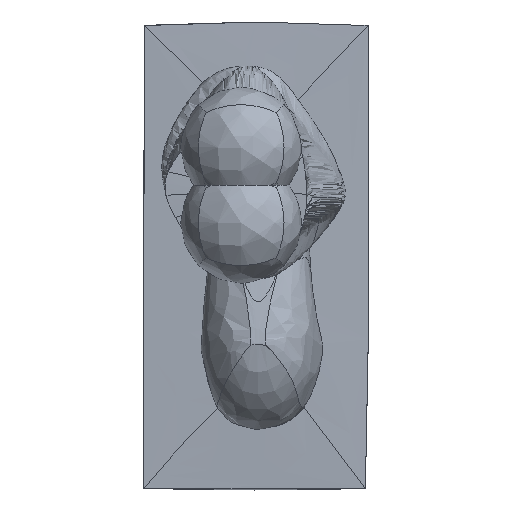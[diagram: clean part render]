
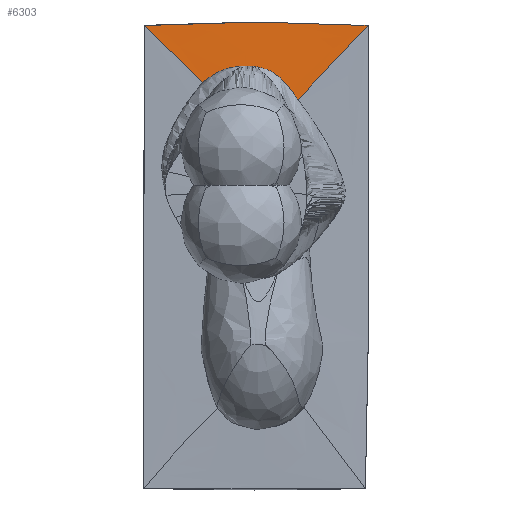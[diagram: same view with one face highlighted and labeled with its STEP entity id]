
A CAD part, top view. The second image highlights one B-rep face of the part: STEP entity #6303.
In plain terms, the highlighted free-form (B-spline) face has degree [3, 3] with [7, 11] control points.
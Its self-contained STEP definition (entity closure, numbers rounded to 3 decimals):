
#5381 = VERTEX_POINT('',#5382);
#5382 = CARTESIAN_POINT('',(-36.883,17.058,3.906
    ));
#5644 = VERTEX_POINT('',#5645);
#5645 = CARTESIAN_POINT('',(-10.419,17.058,3.906
    ));
#5696 = EDGE_CURVE('',#5644,#5381,#5697,.T.);
#5697 = B_SPLINE_CURVE_WITH_KNOTS('',3,(#5698,#5699,#5700,#5701,#5702,
    #5703,#5704,#5705,#5706,#5707,#5708),.UNSPECIFIED.,.F.,.F.,(4,1,1,1,
    1,1,1,1,4),(0.,0.003,0.005,
    0.011,0.022,0.033,
    0.038,0.041,0.044),
  .UNSPECIFIED.);
#5698 = CARTESIAN_POINT('',(-10.419,17.058,3.906
    ));
#5699 = CARTESIAN_POINT('',(-10.969,17.084,
    3.906));
#5700 = CARTESIAN_POINT('',(-12.067,17.137,
    3.906));
#5701 = CARTESIAN_POINT('',(-14.265,17.238,
    3.906));
#5702 = CARTESIAN_POINT('',(-18.113,17.397,
    3.906));
#5703 = CARTESIAN_POINT('',(-23.617,17.528,
    3.906));
#5704 = CARTESIAN_POINT('',(-29.139,17.397,
    3.906));
#5705 = CARTESIAN_POINT('',(-33.011,17.238,
    3.906));
#5706 = CARTESIAN_POINT('',(-35.223,17.137,
    3.906));
#5707 = CARTESIAN_POINT('',(-36.33,17.084,
    3.906));
#5708 = CARTESIAN_POINT('',(-36.883,17.058,3.906
    ));
#6152 = EDGE_CURVE('',#5381,#6153,#6155,.T.);
#6153 = VERTEX_POINT('',#6154);
#6154 = CARTESIAN_POINT('',(-27.871,8.255,4.151)
  );
#6155 = B_SPLINE_CURVE_WITH_KNOTS('',3,(#6156,#6157,#6158,#6159,#6160,
    #6161,#6162),.UNSPECIFIED.,.F.,.F.,(4,1,1,1,4),(-0.707,
    -0.618,-0.53,-0.353,0.),.UNSPECIFIED.);
#6156 = CARTESIAN_POINT('',(-36.883,17.058,3.906
    ));
#6157 = CARTESIAN_POINT('',(-36.047,16.313,
    3.916));
#6158 = CARTESIAN_POINT('',(-34.927,15.276,
    3.936));
#6159 = CARTESIAN_POINT('',(-33.171,13.6,
    3.977));
#6160 = CARTESIAN_POINT('',(-30.704,11.165,
    4.049));
#6161 = CARTESIAN_POINT('',(-29.004,9.419,
    4.11));
#6162 = CARTESIAN_POINT('',(-27.871,8.255,4.151)
  );
#6303 = ADVANCED_FACE('',(#6304),#6328,.T.);
#6304 = FACE_BOUND('',#6305,.T.);
#6305 = EDGE_LOOP('',(#6306,#6318,#6319,#6320));
#6306 = ORIENTED_EDGE('',*,*,#6307,.F.);
#6307 = EDGE_CURVE('',#5644,#6308,#6310,.T.);
#6308 = VERTEX_POINT('',#6309);
#6309 = CARTESIAN_POINT('',(-19.313,7.644,
    4.151));
#6310 = B_SPLINE_CURVE_WITH_KNOTS('',3,(#6311,#6312,#6313,#6314,#6315,
    #6316,#6317),.UNSPECIFIED.,.F.,.F.,(4,1,1,1,4),(-0.707,
    -0.618,-0.53,-0.353,0.),.UNSPECIFIED.);
#6311 = CARTESIAN_POINT('',(-10.419,17.058,3.906
    ));
#6312 = CARTESIAN_POINT('',(-11.247,16.153,
    3.916));
#6313 = CARTESIAN_POINT('',(-12.355,14.958,
    3.936));
#6314 = CARTESIAN_POINT('',(-14.089,13.107,
    3.977));
#6315 = CARTESIAN_POINT('',(-16.523,10.54,
    4.049));
#6316 = CARTESIAN_POINT('',(-18.197,8.803,
    4.11));
#6317 = CARTESIAN_POINT('',(-19.313,7.644,
    4.151));
#6318 = ORIENTED_EDGE('',*,*,#5696,.T.);
#6319 = ORIENTED_EDGE('',*,*,#6152,.T.);
#6320 = ORIENTED_EDGE('',*,*,#6321,.F.);
#6321 = EDGE_CURVE('',#6308,#6153,#6322,.T.);
#6322 = B_SPLINE_CURVE_WITH_KNOTS('',3,(#6323,#6324,#6325,#6326,#6327),
  .UNSPECIFIED.,.F.,.F.,(4,1,4),(-0.11,-0.088,
    -0.066),.UNSPECIFIED.);
#6323 = CARTESIAN_POINT('',(-19.313,7.644,
    4.151));
#6324 = CARTESIAN_POINT('',(-20.216,9.37,
    4.151));
#6325 = CARTESIAN_POINT('',(-23.605,11.393,
    4.151));
#6326 = CARTESIAN_POINT('',(-26.995,9.37,
    4.151));
#6327 = CARTESIAN_POINT('',(-27.871,8.255,4.151)
  );
#6328 = B_SPLINE_SURFACE_WITH_KNOTS('',3,3,(
    (#6329,#6330,#6331,#6332,#6333,#6334,#6335,#6336,#6337,#6338,#6339)
    ,(#6340,#6341,#6342,#6343,#6344,#6345,#6346,#6347,#6348,#6349,#6350)
    ,(#6351,#6352,#6353,#6354,#6355,#6356,#6357,#6358,#6359,#6360,#6361)
    ,(#6362,#6363,#6364,#6365,#6366,#6367,#6368,#6369,#6370,#6371,#6372)
    ,(#6373,#6374,#6375,#6376,#6377,#6378,#6379,#6380,#6381,#6382,#6383)
    ,(#6384,#6385,#6386,#6387,#6388,#6389,#6390,#6391,#6392,#6393,#6394)
    ,(#6395,#6396,#6397,#6398,#6399,#6400,#6401,#6402,#6403,#6404,#6405
    )),.UNSPECIFIED.,.F.,.F.,.F.,(4,1,1,1,4),(4,1,1,1,1,1,1,1,4),(0.,
    0.353,0.53,0.618,0.707),(0.,
    0.003,0.005,0.011,
    0.022,0.033,0.038,
    0.041,0.044),.UNSPECIFIED.);
#6329 = CARTESIAN_POINT('',(-19.313,7.644,
    4.151));
#6330 = CARTESIAN_POINT('',(-19.426,7.86,
    4.151));
#6331 = CARTESIAN_POINT('',(-19.676,8.269,
    4.151));
#6332 = CARTESIAN_POINT('',(-20.264,8.994,
    4.151));
#6333 = CARTESIAN_POINT('',(-21.487,10.002,
    4.151));
#6334 = CARTESIAN_POINT('',(-23.605,10.634,
    4.151));
#6335 = CARTESIAN_POINT('',(-25.724,10.002,
    4.151));
#6336 = CARTESIAN_POINT('',(-26.938,9.194,
    4.151));
#6337 = CARTESIAN_POINT('',(-27.517,8.67,
    4.151));
#6338 = CARTESIAN_POINT('',(-27.761,8.394,4.151
    ));
#6339 = CARTESIAN_POINT('',(-27.871,8.255,4.151)
  );
#6340 = CARTESIAN_POINT('',(-18.197,8.803,
    4.11));
#6341 = CARTESIAN_POINT('',(-18.337,9.038,4.11
    ));
#6342 = CARTESIAN_POINT('',(-18.648,9.478,
    4.11));
#6343 = CARTESIAN_POINT('',(-19.384,10.233,
    4.11));
#6344 = CARTESIAN_POINT('',(-20.925,11.235,
    4.11));
#6345 = CARTESIAN_POINT('',(-23.607,11.783,
    4.11));
#6346 = CARTESIAN_POINT('',(-26.293,11.235,
    4.11));
#6347 = CARTESIAN_POINT('',(-27.829,10.435,
    4.11));
#6348 = CARTESIAN_POINT('',(-28.559,9.882,
    4.11));
#6349 = CARTESIAN_POINT('',(-28.867,9.577,4.11
    ));
#6350 = CARTESIAN_POINT('',(-29.004,9.419,
    4.11));
#6351 = CARTESIAN_POINT('',(-16.523,10.54,
    4.049));
#6352 = CARTESIAN_POINT('',(-16.703,10.805,
    4.049));
#6353 = CARTESIAN_POINT('',(-17.107,11.29,
    4.049));
#6354 = CARTESIAN_POINT('',(-18.065,12.092,
    4.049));
#6355 = CARTESIAN_POINT('',(-20.081,13.084,
    4.049));
#6356 = CARTESIAN_POINT('',(-23.61,13.507,
    4.049));
#6357 = CARTESIAN_POINT('',(-27.147,13.084,
    4.049));
#6358 = CARTESIAN_POINT('',(-29.166,12.297,
    4.049));
#6359 = CARTESIAN_POINT('',(-30.123,11.7,
    4.049));
#6360 = CARTESIAN_POINT('',(-30.525,11.352,
    4.049));
#6361 = CARTESIAN_POINT('',(-30.704,11.165,
    4.049));
#6362 = CARTESIAN_POINT('',(-14.089,13.107,
    3.977));
#6363 = CARTESIAN_POINT('',(-14.316,13.406,
    3.977));
#6364 = CARTESIAN_POINT('',(-14.857,13.91,
    3.977));
#6365 = CARTESIAN_POINT('',(-16.21,14.614,
    3.977));
#6366 = CARTESIAN_POINT('',(-19.097,15.241,
    3.977));
#6367 = CARTESIAN_POINT('',(-23.613,15.517,
    3.977));
#6368 = CARTESIAN_POINT('',(-28.143,15.241,
    3.977));
#6369 = CARTESIAN_POINT('',(-31.043,14.73,
    3.977));
#6370 = CARTESIAN_POINT('',(-32.401,14.195,
    3.977));
#6371 = CARTESIAN_POINT('',(-32.943,13.82,
    3.977));
#6372 = CARTESIAN_POINT('',(-33.171,13.6,
    3.977));
#6373 = CARTESIAN_POINT('',(-12.355,14.958,
    3.936));
#6374 = CARTESIAN_POINT('',(-12.609,15.277,
    3.936));
#6375 = CARTESIAN_POINT('',(-13.302,15.711,
    3.936));
#6376 = CARTESIAN_POINT('',(-15.105,16.106,
    3.936));
#6377 = CARTESIAN_POINT('',(-18.535,16.473,
    3.936));
#6378 = CARTESIAN_POINT('',(-23.615,16.666,
    3.936));
#6379 = CARTESIAN_POINT('',(-28.712,16.473,
    3.936));
#6380 = CARTESIAN_POINT('',(-32.161,16.158,
    3.936));
#6381 = CARTESIAN_POINT('',(-33.975,15.844,
    3.936));
#6382 = CARTESIAN_POINT('',(-34.671,15.515,
    3.936));
#6383 = CARTESIAN_POINT('',(-34.927,15.276,
    3.936));
#6384 = CARTESIAN_POINT('',(-11.247,16.153,
    3.916));
#6385 = CARTESIAN_POINT('',(-11.516,16.482,
    3.916));
#6386 = CARTESIAN_POINT('',(-12.479,16.661,
    3.916));
#6387 = CARTESIAN_POINT('',(-14.545,16.86,
    3.916));
#6388 = CARTESIAN_POINT('',(-18.253,17.089,
    3.916));
#6389 = CARTESIAN_POINT('',(-23.616,17.241,
    3.916));
#6390 = CARTESIAN_POINT('',(-28.997,17.089,
    3.916));
#6391 = CARTESIAN_POINT('',(-32.727,16.878,
    3.916));
#6392 = CARTESIAN_POINT('',(-34.807,16.706,
    3.916));
#6393 = CARTESIAN_POINT('',(-35.777,16.561,3.916)
  );
#6394 = CARTESIAN_POINT('',(-36.047,16.313,
    3.916));
#6395 = CARTESIAN_POINT('',(-10.419,17.058,3.906
    ));
#6396 = CARTESIAN_POINT('',(-10.969,17.084,
    3.906));
#6397 = CARTESIAN_POINT('',(-12.067,17.137,
    3.906));
#6398 = CARTESIAN_POINT('',(-14.265,17.238,
    3.906));
#6399 = CARTESIAN_POINT('',(-18.113,17.397,
    3.906));
#6400 = CARTESIAN_POINT('',(-23.617,17.528,
    3.906));
#6401 = CARTESIAN_POINT('',(-29.139,17.397,
    3.906));
#6402 = CARTESIAN_POINT('',(-33.011,17.238,
    3.906));
#6403 = CARTESIAN_POINT('',(-35.223,17.137,
    3.906));
#6404 = CARTESIAN_POINT('',(-36.33,17.084,
    3.906));
#6405 = CARTESIAN_POINT('',(-36.883,17.058,3.906
    ));
